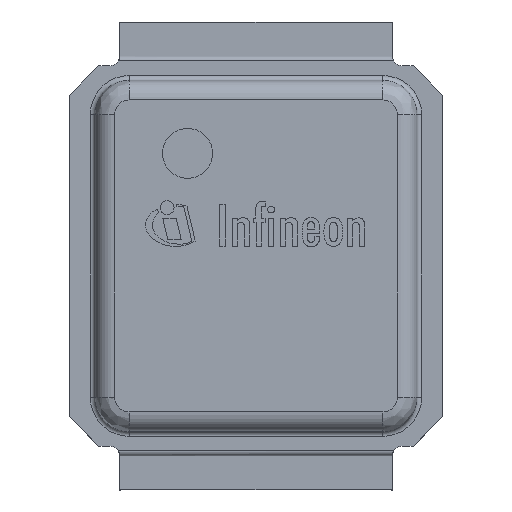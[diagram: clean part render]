
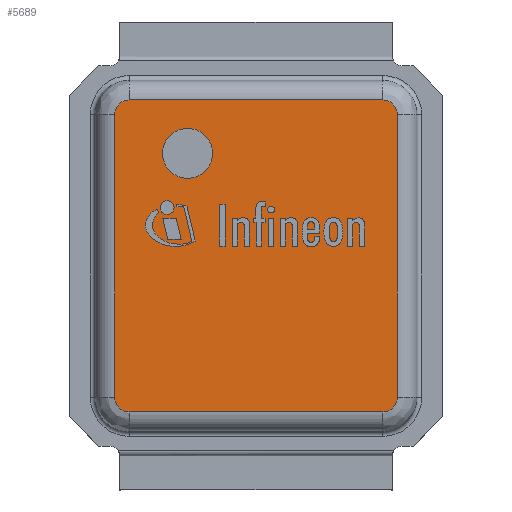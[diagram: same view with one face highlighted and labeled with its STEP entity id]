
A CAD part, top view. The second image highlights one B-rep face of the part: STEP entity #5689.
In plain terms, the highlighted planar face has unit normal (0, 0, 1).
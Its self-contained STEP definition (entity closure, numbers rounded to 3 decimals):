
#50=FACE_BOUND($,#2060,.T.);
#51=FACE_BOUND($,#2061,.T.);
#80=PLANE($,#6103);
#276=LINE($,#9133,#735);
#278=LINE($,#9153,#737);
#280=LINE($,#9171,#739);
#281=LINE($,#9185,#740);
#735=VECTOR($,#6928,2.9);
#737=VECTOR($,#6940,2.6);
#739=VECTOR($,#6952,2.9);
#740=VECTOR($,#6959,2.6);
#1164=CIRCLE($,#6084,0.15);
#1167=CIRCLE($,#6088,0.15);
#1171=CIRCLE($,#6093,0.15);
#1175=CIRCLE($,#6098,0.15);
#1176=CIRCLE($,#6104,0.256);
#2060=EDGE_LOOP($,(#4142));
#2061=EDGE_LOOP($,(#4143,#4144,#4145,#4146,#4147,#4148,#4149,#4150));
#2518=VERTEX_POINT($,#9124);
#2519=VERTEX_POINT($,#9126);
#2521=VERTEX_POINT($,#9131);
#2523=VERTEX_POINT($,#9145);
#2525=VERTEX_POINT($,#9151);
#2526=VERTEX_POINT($,#9164);
#2527=VERTEX_POINT($,#9169);
#2528=VERTEX_POINT($,#9181);
#2529=VERTEX_POINT($,#9193);
#3134=EDGE_CURVE($,#2519,#2518,#1164,.T.);
#3136=EDGE_CURVE($,#2521,#2519,#276,.T.);
#3139=EDGE_CURVE($,#2523,#2521,#1167,.T.);
#3142=EDGE_CURVE($,#2525,#2523,#278,.T.);
#3145=EDGE_CURVE($,#2526,#2525,#1171,.T.);
#3148=EDGE_CURVE($,#2527,#2526,#280,.T.);
#3150=EDGE_CURVE($,#2528,#2527,#1175,.T.);
#3151=EDGE_CURVE($,#2518,#2528,#281,.T.);
#3155=EDGE_CURVE($,#2529,#2529,#1176,.T.);
#4142=ORIENTED_EDGE($,*,*,#3155,.F.);
#4143=ORIENTED_EDGE($,*,*,#3134,.F.);
#4144=ORIENTED_EDGE($,*,*,#3136,.F.);
#4145=ORIENTED_EDGE($,*,*,#3139,.F.);
#4146=ORIENTED_EDGE($,*,*,#3142,.F.);
#4147=ORIENTED_EDGE($,*,*,#3145,.F.);
#4148=ORIENTED_EDGE($,*,*,#3148,.F.);
#4149=ORIENTED_EDGE($,*,*,#3150,.F.);
#4150=ORIENTED_EDGE($,*,*,#3151,.F.);
#5689=ADVANCED_FACE($,(#50,#51),#80,.T.);
#6084=AXIS2_PLACEMENT_3D($,#9128,#6922,#6923);
#6088=AXIS2_PLACEMENT_3D($,#9147,#6932,#6933);
#6093=AXIS2_PLACEMENT_3D($,#9166,#6944,#6945);
#6098=AXIS2_PLACEMENT_3D($,#9183,#6955,#6956);
#6103=AXIS2_PLACEMENT_3D($,#9192,#6969,#6970);
#6104=AXIS2_PLACEMENT_3D($,#9194,#6971,#6972);
#6922=DIRECTION('center_axis',(0.,0.,-1.));
#6923=DIRECTION('ref_axis',(0.707,-0.707,0.));
#6928=DIRECTION($,(0.,-1.,0.));
#6932=DIRECTION('center_axis',(0.,0.,-1.));
#6933=DIRECTION('ref_axis',(0.707,0.707,0.));
#6940=DIRECTION($,(1.,0.,0.));
#6944=DIRECTION('center_axis',(0.,0.,-1.));
#6945=DIRECTION('ref_axis',(-0.707,0.707,0.));
#6952=DIRECTION($,(0.,1.,0.));
#6955=DIRECTION('center_axis',(0.,0.,-1.));
#6956=DIRECTION('ref_axis',(-0.707,-0.707,0.));
#6959=DIRECTION($,(-1.,0.,0.));
#6969=DIRECTION('center_axis',(0.,0.,1.));
#6970=DIRECTION('ref_axis',(0.,-1.,0.));
#6971=DIRECTION('center_axis',(0.,0.,1.));
#6972=DIRECTION('ref_axis',(-1.,0.,0.));
#9124=CARTESIAN_POINT('',(1.3,-1.6,0.71));
#9126=CARTESIAN_POINT('',(1.45,-1.45,0.71));
#9128=CARTESIAN_POINT('Origin',(1.3,-1.45,0.71));
#9131=CARTESIAN_POINT('',(1.45,1.45,0.71));
#9133=CARTESIAN_POINT($,(1.45,1.75,0.71));
#9145=CARTESIAN_POINT('',(1.3,1.6,0.71));
#9147=CARTESIAN_POINT('Origin',(1.3,1.45,0.71));
#9151=CARTESIAN_POINT('',(-1.3,1.6,0.71));
#9153=CARTESIAN_POINT($,(-0.65,1.6,0.71));
#9164=CARTESIAN_POINT('',(-1.45,1.45,0.71));
#9166=CARTESIAN_POINT('Origin',(-1.3,1.45,0.71));
#9169=CARTESIAN_POINT('',(-1.45,-1.45,0.71));
#9171=CARTESIAN_POINT($,(-1.45,0.3,0.71));
#9181=CARTESIAN_POINT('',(-1.3,-1.6,0.71));
#9183=CARTESIAN_POINT('Origin',(-1.3,-1.45,0.71));
#9185=CARTESIAN_POINT($,(0.65,-1.6,0.71));
#9192=CARTESIAN_POINT('Origin',(0.,2.05,0.71));
#9193=CARTESIAN_POINT('',(-0.446,1.052,0.71));
#9194=CARTESIAN_POINT('Origin',(-0.702,1.052,0.71));
